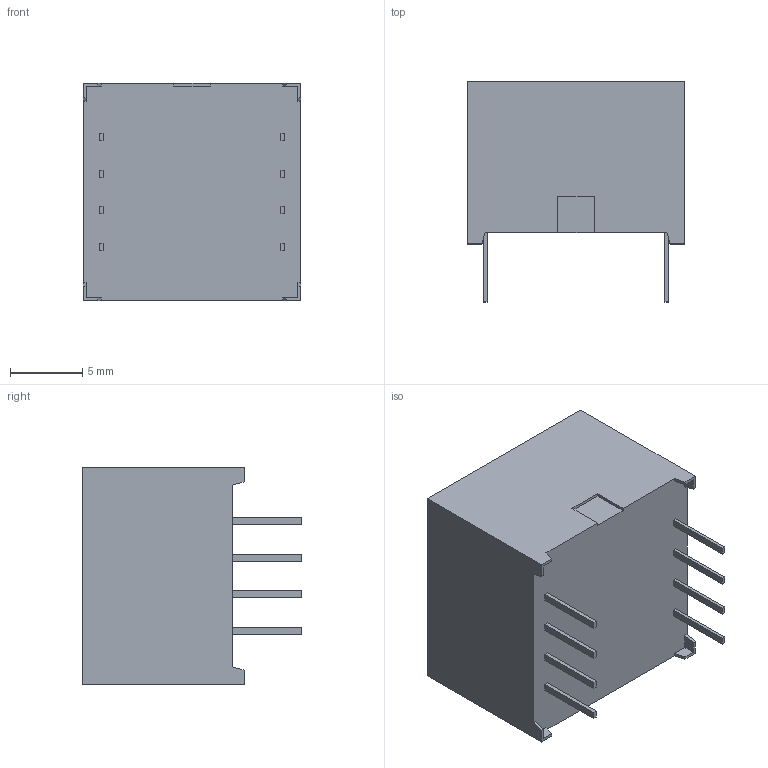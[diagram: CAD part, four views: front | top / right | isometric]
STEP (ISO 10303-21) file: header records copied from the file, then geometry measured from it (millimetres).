
FILE_DESCRIPTION (( 'STEP AP214' ), '1' );
FILE_NAME ('DE-4.STEP', '2008-09-06T01:29:15', ( '' ), ( '' ), 'SwSTEP 2.0', 'SolidWorks 2008', '' );
FILE_SCHEMA (( 'AUTOMOTIVE_DESIGN' ));
Length unit declared in the file: millimetre
Products named in the file (1): DE-4
Bounding box: 15 x 15.2 x 15 mm (x, y, z)
Volume: 2344.8 mm3; surface area: 2106 mm2
Topology: 2 solids, 2 shells, 364 faces, 969 edges, 646 vertices
Faces by surface type: plane 248, bspline 116
Entity records: 20135 total; most frequent: CARTESIAN_POINT 8368, ORIENTED_EDGE 1938, DIRECTION 1235, EDGE_CURVE 969, VECTOR 737, LINE 737, VERTEX_POINT 646, EDGE_LOOP 401
